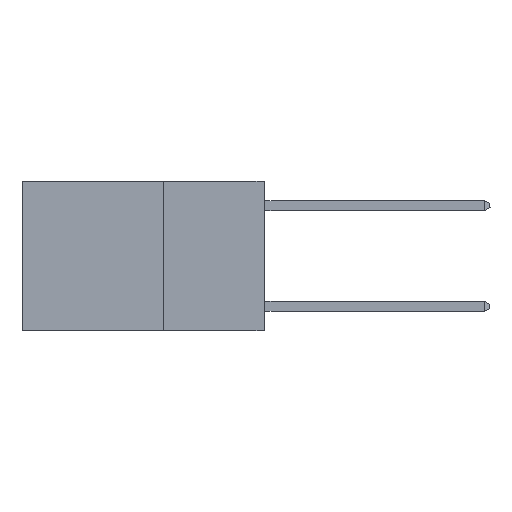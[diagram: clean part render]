
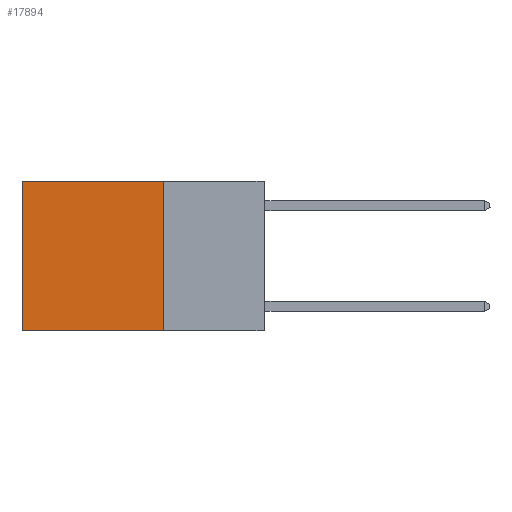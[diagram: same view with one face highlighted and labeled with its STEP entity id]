
A CAD part, left-side view. The second image highlights one B-rep face of the part: STEP entity #17894.
In plain terms, the highlighted planar face has unit normal (-1, 0, 0).
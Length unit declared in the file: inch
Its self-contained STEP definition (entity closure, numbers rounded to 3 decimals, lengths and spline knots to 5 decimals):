
#1113 = VERTEX_POINT ( 'NONE', #4989 ) ;
#1659 = EDGE_LOOP ( 'NONE', ( #3559, #12505, #14716, #16826 ) ) ;
#1836 = PLANE ( 'NONE',  #16305 ) ;
#1850 = VERTEX_POINT ( 'NONE', #16067 ) ;
#1852 = DIRECTION ( 'NONE',  ( 0., 1., 0. ) ) ;
#2493 = FACE_OUTER_BOUND ( 'NONE', #1659, .T. ) ;
#2648 = VECTOR ( 'NONE', #14021, 39.37008 ) ;
#3559 = ORIENTED_EDGE ( 'NONE', *, *, #13476, .T. ) ;
#4913 = CARTESIAN_POINT ( 'NONE',  ( 0.2625, 0.6, 0. ) ) ;
#4989 = CARTESIAN_POINT ( 'NONE',  ( 0.2625, 0.6, 0. ) ) ;
#4999 = LINE ( 'NONE', #18600, #12648 ) ;
#5561 = VECTOR ( 'NONE', #15598, 39.37008 ) ;
#6088 = DIRECTION ( 'NONE',  ( 0., 0., -1. ) ) ;
#6239 = VECTOR ( 'NONE', #6088, 39.37008 ) ;
#7204 = VERTEX_POINT ( 'NONE', #10357 ) ;
#8005 = CARTESIAN_POINT ( 'NONE',  ( 0.2625, 0.25, 0. ) ) ;
#9512 = DIRECTION ( 'NONE',  ( 0., 0., -1. ) ) ;
#10357 = CARTESIAN_POINT ( 'NONE',  ( 0.2625, 0.25, 0. ) ) ;
#10380 = EDGE_CURVE ( 'NONE', #7204, #1850, #10807, .T. ) ;
#10807 = LINE ( 'NONE', #15296, #6239 ) ;
#12226 = LINE ( 'NONE', #4913, #5561 ) ;
#12505 = ORIENTED_EDGE ( 'NONE', *, *, #15850, .F. ) ;
#12587 = CARTESIAN_POINT ( 'NONE',  ( 0.2625, 0.6, -0.37 ) ) ;
#12648 = VECTOR ( 'NONE', #1852, 39.37008 ) ;
#13476 = EDGE_CURVE ( 'NONE', #1113, #18649, #12226, .T. ) ;
#14021 = DIRECTION ( 'NONE',  ( 0., 1., 0. ) ) ;
#14716 = ORIENTED_EDGE ( 'NONE', *, *, #10380, .F. ) ;
#15296 = CARTESIAN_POINT ( 'NONE',  ( 0.2625, 0.25, 0. ) ) ;
#15485 = EDGE_CURVE ( 'NONE', #7204, #1113, #4999, .T. ) ;
#15598 = DIRECTION ( 'NONE',  ( 0., 0., -1. ) ) ;
#15850 = EDGE_CURVE ( 'NONE', #1850, #18649, #19155, .T. ) ;
#16067 = CARTESIAN_POINT ( 'NONE',  ( 0.2625, 0.25, -0.37 ) ) ;
#16305 = AXIS2_PLACEMENT_3D ( 'NONE', #8005, #18699, #9512 ) ;
#16826 = ORIENTED_EDGE ( 'NONE', *, *, #15485, .T. ) ;
#17894 = ADVANCED_FACE ( 'NONE', ( #2493 ), #1836, .F. ) ;
#18600 = CARTESIAN_POINT ( 'NONE',  ( 0.2625, 0.25, 0. ) ) ;
#18610 = CARTESIAN_POINT ( 'NONE',  ( 0.2625, 0.25, -0.37 ) ) ;
#18649 = VERTEX_POINT ( 'NONE', #12587 ) ;
#18699 = DIRECTION ( 'NONE',  ( 1., 0., 0. ) ) ;
#19155 = LINE ( 'NONE', #18610, #2648 ) ;
